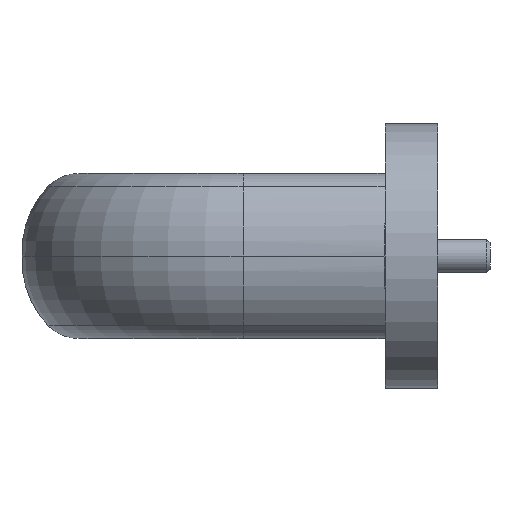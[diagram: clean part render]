
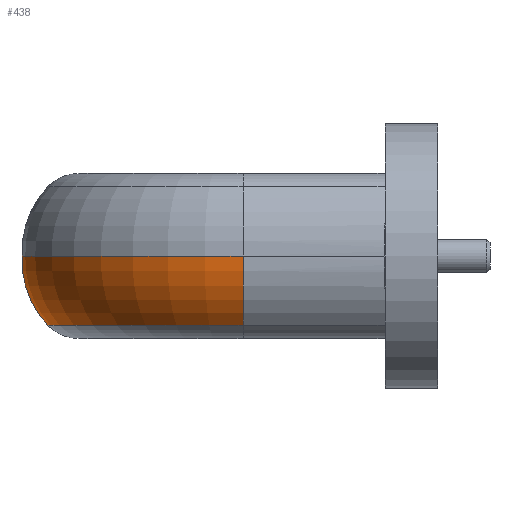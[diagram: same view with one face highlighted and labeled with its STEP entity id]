
A CAD part, left-side view. The second image highlights one B-rep face of the part: STEP entity #438.
In plain terms, the highlighted toroidal (fillet/blend) face has major radius 19.114 mm and minor radius 14.4 mm.
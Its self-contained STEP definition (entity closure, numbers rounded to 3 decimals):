
#438 = ADVANCED_FACE( '', ( #969 ), #970, .T. );
#969 = FACE_OUTER_BOUND( '', #1580, .T. );
#970 = TOROIDAL_SURFACE( '', #1581, 19.114, 14.4 );
#1580 = EDGE_LOOP( '', ( #2730, #2731, #2732, #2733 ) );
#1581 = AXIS2_PLACEMENT_3D( '', #2734, #2735, #2736 );
#2730 = ORIENTED_EDGE( '', *, *, #3624, .T. );
#2731 = ORIENTED_EDGE( '', *, *, #3217, .F. );
#2732 = ORIENTED_EDGE( '', *, *, #3625, .F. );
#2733 = ORIENTED_EDGE( '', *, *, #3504, .T. );
#2734 = CARTESIAN_POINT( '', ( 25., 29.5, -0.631 ) );
#2735 = DIRECTION( '', ( 0., 0., -1. ) );
#2736 = DIRECTION( '', ( -1., 0., 0. ) );
#3217 = EDGE_CURVE( '', #3764, #3765, #3766, .T. );
#3504 = EDGE_CURVE( '', #4218, #4216, #4219, .T. );
#3624 = EDGE_CURVE( '', #4216, #3765, #4380, .T. );
#3625 = EDGE_CURVE( '', #4218, #3764, #4381, .T. );
#3764 = VERTEX_POINT( '', #4543 );
#3765 = VERTEX_POINT( '', #4544 );
#3766 = CIRCLE( '', #4545, 14.4 );
#4216 = VERTEX_POINT( '', #5105 );
#4218 = VERTEX_POINT( '', #5108 );
#4219 = CIRCLE( '', #5109, 14.4 );
#4380 = CIRCLE( '', #5304, 33.5 );
#4381 = CIRCLE( '', #5305, 29.6 );
#4543 = CARTESIAN_POINT( '', ( 25., 59.1, -10.5 ) );
#4544 = CARTESIAN_POINT( '', ( 25., 63., 0. ) );
#4545 = AXIS2_PLACEMENT_3D( '', #5464, #5465, #5466 );
#5105 = CARTESIAN_POINT( '', ( -8.5, 29.5, 0. ) );
#5108 = CARTESIAN_POINT( '', ( -4.6, 29.5, -10.5 ) );
#5109 = AXIS2_PLACEMENT_3D( '', #5878, #5879, #5880 );
#5304 = AXIS2_PLACEMENT_3D( '', #6047, #6048, #6049 );
#5305 = AXIS2_PLACEMENT_3D( '', #6050, #6051, #6052 );
#5464 = CARTESIAN_POINT( '', ( 25., 48.614, -0.631 ) );
#5465 = DIRECTION( '', ( 1., 0., 0. ) );
#5466 = DIRECTION( '', ( 0., -1., 0. ) );
#5878 = CARTESIAN_POINT( '', ( 5.886, 29.5, -0.631 ) );
#5879 = DIRECTION( '', ( 0., 1., 0. ) );
#5880 = DIRECTION( '', ( 1., 0., 0. ) );
#6047 = CARTESIAN_POINT( '', ( 25., 29.5, 0. ) );
#6048 = DIRECTION( '', ( 0., 0., -1. ) );
#6049 = DIRECTION( '', ( -1., 0., 0. ) );
#6050 = CARTESIAN_POINT( '', ( 25., 29.5, -10.5 ) );
#6051 = DIRECTION( '', ( 0., 0., -1. ) );
#6052 = DIRECTION( '', ( -1., 0., 0. ) );
